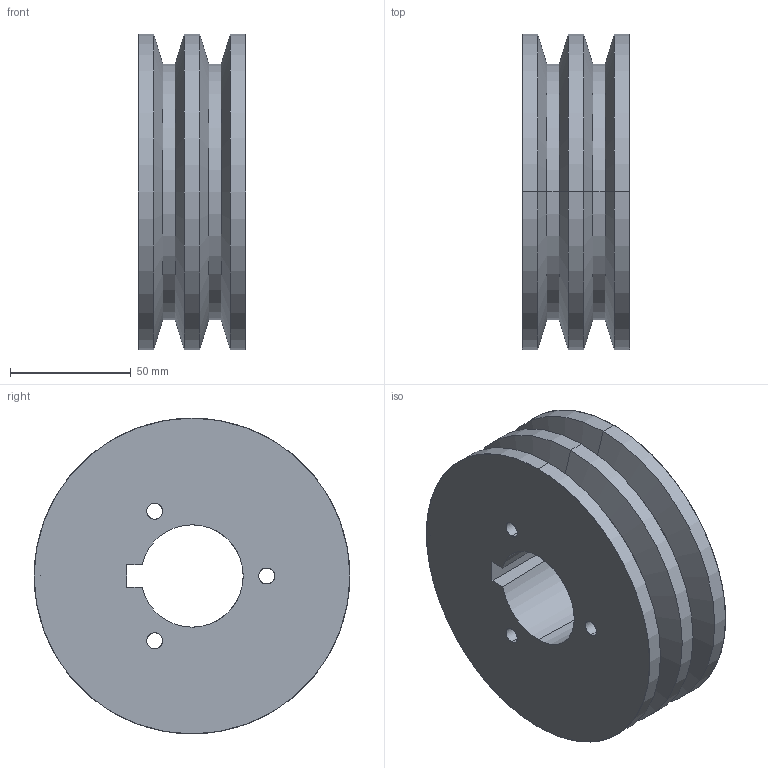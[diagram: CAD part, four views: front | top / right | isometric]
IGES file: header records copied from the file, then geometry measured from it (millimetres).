
Start section: SolidWorks IGES file using analytic representation for surfaces
Global section: file name: 2T2TB48103110297055.igs; native system: SolidWorks 2012; preprocessor: SolidWorks 2012; author: partstream; date: 111031.100212; units: inch
Bounding box: 44.45 x 130.81 x 130.81 mm (x, y, z)
Surface area: 64323.8 mm2 (no closed solid volume)
Topology: 0 solids, 0 shells, 82 faces, 1082 edges, 1082 vertices
Faces by surface type: bspline 47, revolution 35
